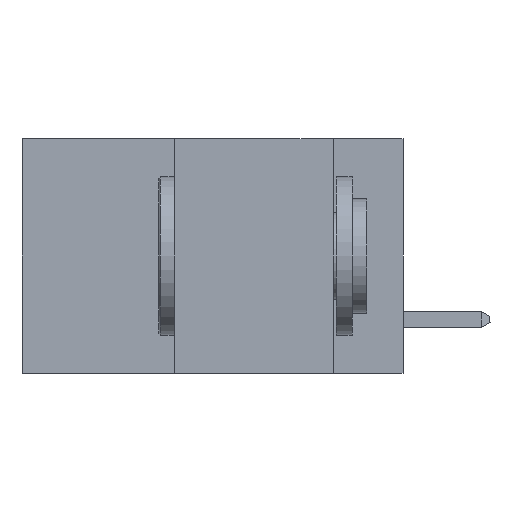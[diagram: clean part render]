
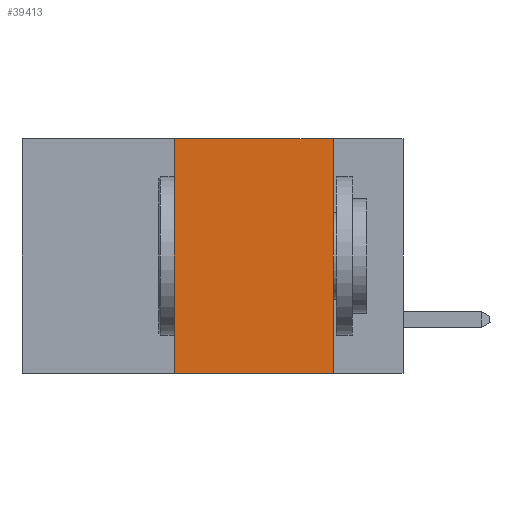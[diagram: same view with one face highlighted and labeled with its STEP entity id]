
A CAD part, left-side view. The second image highlights one B-rep face of the part: STEP entity #39413.
In plain terms, the highlighted planar face has unit normal (-1, 0, 0).
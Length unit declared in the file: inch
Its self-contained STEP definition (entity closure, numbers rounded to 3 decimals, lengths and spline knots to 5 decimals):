
#1576 = EDGE_CURVE ( 'NONE', #45971, #11431, #13579, .T. ) ;
#1944 = CARTESIAN_POINT ( 'NONE',  ( 0., 0.6, 0. ) ) ;
#3545 = ORIENTED_EDGE ( 'NONE', *, *, #42128, .T. ) ;
#4800 = ORIENTED_EDGE ( 'NONE', *, *, #1576, .F. ) ;
#5139 = VERTEX_POINT ( 'NONE', #5790 ) ;
#5568 = EDGE_CURVE ( 'NONE', #11431, #35613, #18106, .T. ) ;
#5709 = EDGE_LOOP ( 'NONE', ( #28368, #43305, #4800, #3545 ) ) ;
#5790 = CARTESIAN_POINT ( 'NONE',  ( 0., 0.11, -0.37 ) ) ;
#8664 = LINE ( 'NONE', #21769, #42220 ) ;
#9546 = VECTOR ( 'NONE', #45869, 39.37008 ) ;
#9827 = DIRECTION ( 'NONE',  ( 0., 0., -1. ) ) ;
#11431 = VERTEX_POINT ( 'NONE', #16691 ) ;
#12027 = CARTESIAN_POINT ( 'NONE',  ( 0., 0.6, -0.37 ) ) ;
#13579 = LINE ( 'NONE', #36126, #15837 ) ;
#14417 = DIRECTION ( 'NONE',  ( 0., 0., 1. ) ) ;
#14632 = CARTESIAN_POINT ( 'NONE',  ( 0., 0.36, -0.37 ) ) ;
#15837 = VECTOR ( 'NONE', #14417, 39.37008 ) ;
#16614 = CARTESIAN_POINT ( 'NONE',  ( 0., 0.6, 0. ) ) ;
#16691 = CARTESIAN_POINT ( 'NONE',  ( 0., 0.36, 0. ) ) ;
#18106 = LINE ( 'NONE', #16614, #9546 ) ;
#19233 = DIRECTION ( 'NONE',  ( 0., -1., 0. ) ) ;
#21769 = CARTESIAN_POINT ( 'NONE',  ( 0., 0.11, 0. ) ) ;
#28368 = ORIENTED_EDGE ( 'NONE', *, *, #31637, .F. ) ;
#29446 = VECTOR ( 'NONE', #19233, 39.37008 ) ;
#31637 = EDGE_CURVE ( 'NONE', #35613, #5139, #8664, .T. ) ;
#31708 = LINE ( 'NONE', #12027, #29446 ) ;
#35613 = VERTEX_POINT ( 'NONE', #45468 ) ;
#36126 = CARTESIAN_POINT ( 'NONE',  ( 0., 0.36, 0. ) ) ;
#38366 = PLANE ( 'NONE',  #40986 ) ;
#39413 = ADVANCED_FACE ( 'NONE', ( #42037 ), #38366, .F. ) ;
#39928 = DIRECTION ( 'NONE',  ( 0., 0., -1. ) ) ;
#40986 = AXIS2_PLACEMENT_3D ( 'NONE', #1944, #42367, #9827 ) ;
#42037 = FACE_OUTER_BOUND ( 'NONE', #5709, .T. ) ;
#42128 = EDGE_CURVE ( 'NONE', #45971, #5139, #31708, .T. ) ;
#42220 = VECTOR ( 'NONE', #39928, 39.37008 ) ;
#42367 = DIRECTION ( 'NONE',  ( 1., 0., 0. ) ) ;
#43305 = ORIENTED_EDGE ( 'NONE', *, *, #5568, .F. ) ;
#45468 = CARTESIAN_POINT ( 'NONE',  ( 0., 0.11, 0. ) ) ;
#45869 = DIRECTION ( 'NONE',  ( 0., -1., 0. ) ) ;
#45971 = VERTEX_POINT ( 'NONE', #14632 ) ;
